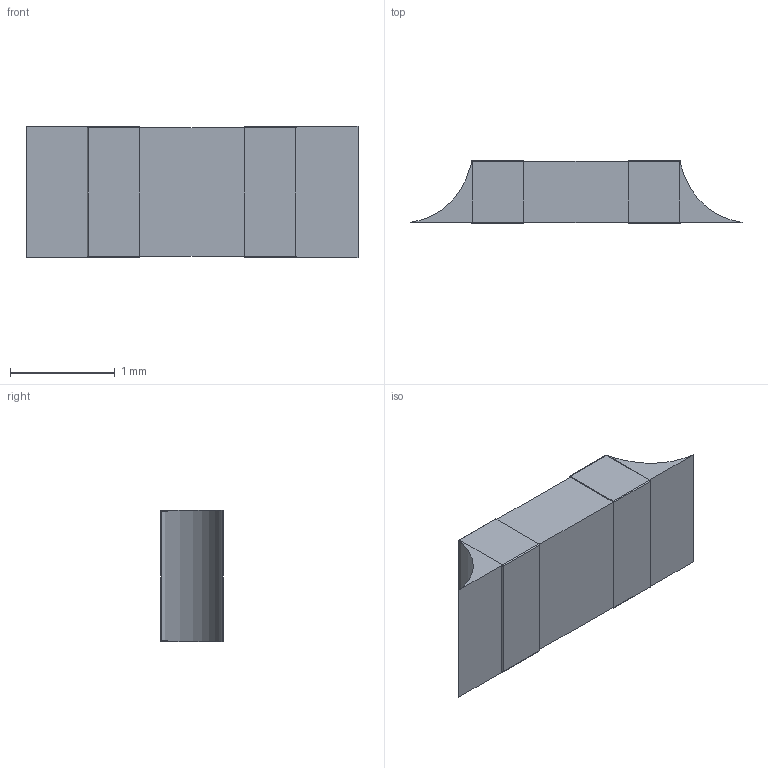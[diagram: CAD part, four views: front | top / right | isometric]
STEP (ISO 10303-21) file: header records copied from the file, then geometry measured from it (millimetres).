
FILE_DESCRIPTION (( 'STEP AP214' ), '1' );
FILE_NAME ('CAP 0805.STEP', '2019-02-28T10:51:58', ( 'Sajad' ), ( '' ), 'SwSTEP 2.0', 'SolidWorks 2012', '' );
FILE_SCHEMA (( 'AUTOMOTIVE_DESIGN' ));
Length unit declared in the file: millimetre
Products named in the file (1): CAP 0805
Bounding box: 3.17 x 0.6 x 1.25 mm (x, y, z)
Volume: 1.7 mm3; surface area: 14.4 mm2
Topology: 3 solids, 3 shells, 50 faces, 110 edges, 60 vertices
Faces by surface type: plane 24, cylinder 16, bspline 10
Entity records: 1866 total; most frequent: CARTESIAN_POINT 355, DIRECTION 208, ORIENTED_EDGE 204, EDGE_CURVE 102, AXIS2_PLACEMENT_3D 73, VECTOR 62, LINE 62, VERTEX_POINT 60
